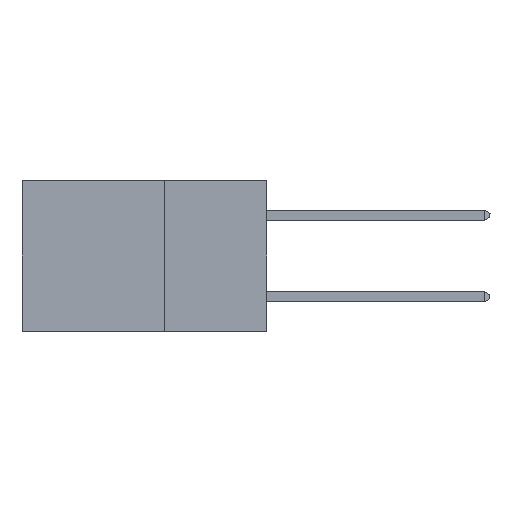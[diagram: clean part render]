
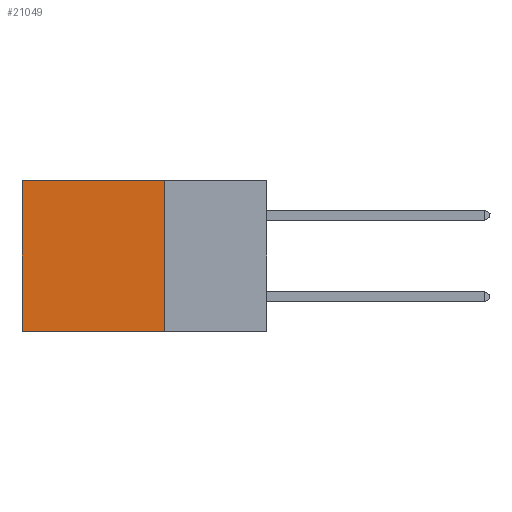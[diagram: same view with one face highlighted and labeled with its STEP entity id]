
A CAD part, left-side view. The second image highlights one B-rep face of the part: STEP entity #21049.
In plain terms, the highlighted planar face has unit normal (-1, 0, 0).
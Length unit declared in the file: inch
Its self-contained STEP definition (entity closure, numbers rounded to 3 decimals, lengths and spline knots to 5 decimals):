
#923 = ORIENTED_EDGE ( 'NONE', *, *, #12540, .F. ) ;
#1468 = EDGE_CURVE ( 'NONE', #19148, #9070, #7509, .T. ) ;
#1617 = LINE ( 'NONE', #20551, #19711 ) ;
#2225 = CARTESIAN_POINT ( 'NONE',  ( 0.2875, 0.25, 0. ) ) ;
#2547 = VECTOR ( 'NONE', #21968, 39.37008 ) ;
#3618 = VERTEX_POINT ( 'NONE', #20103 ) ;
#5859 = DIRECTION ( 'NONE',  ( 0., 0., -1. ) ) ;
#6760 = CARTESIAN_POINT ( 'NONE',  ( 0.2875, 0.25, 0. ) ) ;
#7049 = AXIS2_PLACEMENT_3D ( 'NONE', #12243, #24239, #15926 ) ;
#7509 = LINE ( 'NONE', #23729, #2547 ) ;
#7561 = CARTESIAN_POINT ( 'NONE',  ( 0.2875, 0.25, -0.37 ) ) ;
#9049 = ORIENTED_EDGE ( 'NONE', *, *, #13769, .T. ) ;
#9070 = VERTEX_POINT ( 'NONE', #10891 ) ;
#10446 = CARTESIAN_POINT ( 'NONE',  ( 0.2875, 0.6, -0.37 ) ) ;
#10891 = CARTESIAN_POINT ( 'NONE',  ( 0.2875, 0.25, -0.37 ) ) ;
#11740 = VECTOR ( 'NONE', #13432, 39.37008 ) ;
#12243 = CARTESIAN_POINT ( 'NONE',  ( 0.2875, 0.25, 0. ) ) ;
#12540 = EDGE_CURVE ( 'NONE', #9070, #18672, #24303, .T. ) ;
#12888 = LINE ( 'NONE', #6760, #25987 ) ;
#13432 = DIRECTION ( 'NONE',  ( 0., 1., 0. ) ) ;
#13769 = EDGE_CURVE ( 'NONE', #19148, #3618, #12888, .T. ) ;
#15622 = ORIENTED_EDGE ( 'NONE', *, *, #22435, .T. ) ;
#15926 = DIRECTION ( 'NONE',  ( 0., 0., -1. ) ) ;
#17505 = EDGE_LOOP ( 'NONE', ( #15622, #923, #22695, #9049 ) ) ;
#18672 = VERTEX_POINT ( 'NONE', #10446 ) ;
#19148 = VERTEX_POINT ( 'NONE', #2225 ) ;
#19281 = DIRECTION ( 'NONE',  ( 0., 1., 0. ) ) ;
#19711 = VECTOR ( 'NONE', #5859, 39.37008 ) ;
#20103 = CARTESIAN_POINT ( 'NONE',  ( 0.2875, 0.6, 0. ) ) ;
#20551 = CARTESIAN_POINT ( 'NONE',  ( 0.2875, 0.6, 0. ) ) ;
#21049 = ADVANCED_FACE ( 'NONE', ( #22338 ), #26170, .F. ) ;
#21968 = DIRECTION ( 'NONE',  ( 0., 0., -1. ) ) ;
#22338 = FACE_OUTER_BOUND ( 'NONE', #17505, .T. ) ;
#22435 = EDGE_CURVE ( 'NONE', #3618, #18672, #1617, .T. ) ;
#22695 = ORIENTED_EDGE ( 'NONE', *, *, #1468, .F. ) ;
#23729 = CARTESIAN_POINT ( 'NONE',  ( 0.2875, 0.25, 0. ) ) ;
#24239 = DIRECTION ( 'NONE',  ( 1., 0., 0. ) ) ;
#24303 = LINE ( 'NONE', #7561, #11740 ) ;
#25987 = VECTOR ( 'NONE', #19281, 39.37008 ) ;
#26170 = PLANE ( 'NONE',  #7049 ) ;
